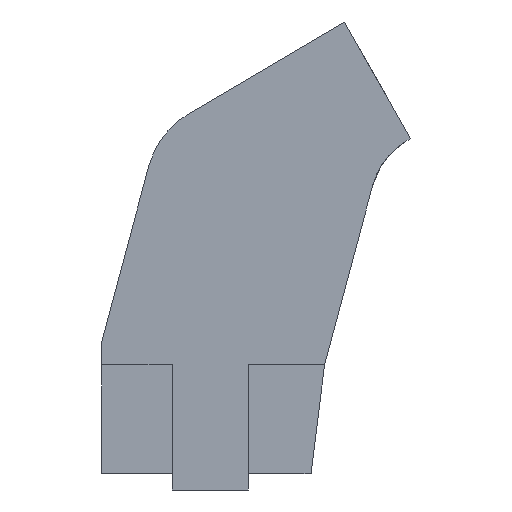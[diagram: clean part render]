
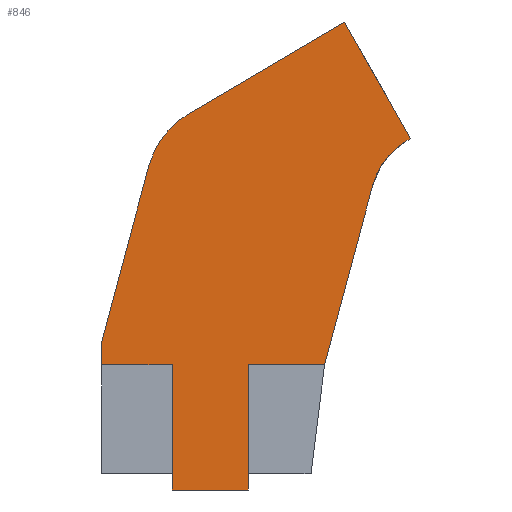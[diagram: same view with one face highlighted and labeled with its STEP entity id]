
A CAD part, left-side view. The second image highlights one B-rep face of the part: STEP entity #846.
In plain terms, the highlighted planar face has unit normal (-1, 0, 0).
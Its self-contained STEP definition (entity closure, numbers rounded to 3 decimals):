
#31=CIRCLE('',#907,2.75);
#32=CIRCLE('',#908,3.25);
#48=FACE_OUTER_BOUND('',#94,.T.);
#94=EDGE_LOOP('',(#593,#594,#595,#596,#597,#598,#599,#600,#601,#602,#603,
#604,#605));
#166=LINE('',#1247,#275);
#167=LINE('',#1249,#276);
#168=LINE('',#1251,#277);
#169=LINE('',#1253,#278);
#170=LINE('',#1255,#279);
#171=LINE('',#1259,#280);
#172=LINE('',#1261,#281);
#173=LINE('',#1263,#282);
#174=LINE('',#1267,#283);
#175=LINE('',#1269,#284);
#176=LINE('',#1270,#285);
#275=VECTOR('',#1006,10.);
#276=VECTOR('',#1007,10.);
#277=VECTOR('',#1008,10.);
#278=VECTOR('',#1009,10.);
#279=VECTOR('',#1010,10.);
#280=VECTOR('',#1013,10.);
#281=VECTOR('',#1014,10.);
#282=VECTOR('',#1015,10.);
#283=VECTOR('',#1018,10.);
#284=VECTOR('',#1019,10.);
#285=VECTOR('',#1020,10.);
#378=VERTEX_POINT('',#1245);
#379=VERTEX_POINT('',#1246);
#380=VERTEX_POINT('',#1248);
#381=VERTEX_POINT('',#1250);
#382=VERTEX_POINT('',#1252);
#383=VERTEX_POINT('',#1254);
#384=VERTEX_POINT('',#1256);
#385=VERTEX_POINT('',#1258);
#386=VERTEX_POINT('',#1260);
#387=VERTEX_POINT('',#1262);
#388=VERTEX_POINT('',#1264);
#389=VERTEX_POINT('',#1266);
#390=VERTEX_POINT('',#1268);
#463=EDGE_CURVE('',#378,#379,#166,.T.);
#464=EDGE_CURVE('',#380,#378,#167,.T.);
#465=EDGE_CURVE('',#381,#380,#168,.T.);
#466=EDGE_CURVE('',#382,#381,#169,.T.);
#467=EDGE_CURVE('',#382,#383,#170,.T.);
#468=EDGE_CURVE('',#383,#384,#31,.T.);
#469=EDGE_CURVE('',#385,#384,#171,.T.);
#470=EDGE_CURVE('',#386,#385,#172,.T.);
#471=EDGE_CURVE('',#386,#387,#173,.T.);
#472=EDGE_CURVE('',#388,#387,#32,.T.);
#473=EDGE_CURVE('',#389,#388,#174,.T.);
#474=EDGE_CURVE('',#390,#389,#175,.T.);
#475=EDGE_CURVE('',#379,#390,#176,.T.);
#593=ORIENTED_EDGE('',*,*,#463,.F.);
#594=ORIENTED_EDGE('',*,*,#464,.F.);
#595=ORIENTED_EDGE('',*,*,#465,.F.);
#596=ORIENTED_EDGE('',*,*,#466,.F.);
#597=ORIENTED_EDGE('',*,*,#467,.T.);
#598=ORIENTED_EDGE('',*,*,#468,.T.);
#599=ORIENTED_EDGE('',*,*,#469,.F.);
#600=ORIENTED_EDGE('',*,*,#470,.F.);
#601=ORIENTED_EDGE('',*,*,#471,.T.);
#602=ORIENTED_EDGE('',*,*,#472,.F.);
#603=ORIENTED_EDGE('',*,*,#473,.F.);
#604=ORIENTED_EDGE('',*,*,#474,.F.);
#605=ORIENTED_EDGE('',*,*,#475,.F.);
#806=PLANE('',#906);
#846=ADVANCED_FACE('',(#48),#806,.F.);
#906=AXIS2_PLACEMENT_3D('',#1244,#1004,#1005);
#907=AXIS2_PLACEMENT_3D('',#1257,#1011,#1012);
#908=AXIS2_PLACEMENT_3D('',#1265,#1016,#1017);
#1004=DIRECTION('center_axis',(1.,0.,0.));
#1005=DIRECTION('ref_axis',(0.,1.,0.));
#1006=DIRECTION('',(0.,0.,1.));
#1007=DIRECTION('',(0.,1.,0.));
#1008=DIRECTION('',(0.,0.,-1.));
#1009=DIRECTION('',(0.,1.,0.));
#1010=DIRECTION('',(0.,-0.259,0.966));
#1011=DIRECTION('center_axis',(1.,0.,0.));
#1012=DIRECTION('ref_axis',(0.,0.966,0.259));
#1013=DIRECTION('',(0.,0.862,-0.508));
#1014=DIRECTION('',(0.,-0.492,-0.87));
#1015=DIRECTION('',(0.,0.862,-0.508));
#1016=DIRECTION('center_axis',(1.,0.,0.));
#1017=DIRECTION('ref_axis',(0.,0.966,0.259));
#1018=DIRECTION('',(0.,-0.259,0.966));
#1019=DIRECTION('',(0.,0.,1.));
#1020=DIRECTION('',(0.,1.,0.));
#1244=CARTESIAN_POINT('Origin',(0.,-0.278,10.9));
#1245=CARTESIAN_POINT('',(0.,2.8,0.));
#1246=CARTESIAN_POINT('',(0.,2.8,4.6));
#1247=CARTESIAN_POINT('',(0.,2.8,0.));
#1248=CARTESIAN_POINT('',(0.,0.,0.));
#1249=CARTESIAN_POINT('',(0.,0.,0.));
#1250=CARTESIAN_POINT('',(0.,0.,4.6));
#1251=CARTESIAN_POINT('',(0.,0.,4.6));
#1252=CARTESIAN_POINT('',(0.,-2.8,4.6));
#1253=CARTESIAN_POINT('',(0.,-2.8,4.6));
#1254=CARTESIAN_POINT('',(0.,-4.562,11.177));
#1255=CARTESIAN_POINT('',(0.,-2.8,4.6));
#1256=CARTESIAN_POINT('',(0.,-5.823,12.835));
#1257=CARTESIAN_POINT('Origin',(0.,-7.219,10.466));
#1258=CARTESIAN_POINT('',(0.,-5.956,12.913));
#1259=CARTESIAN_POINT('',(0.,-5.956,12.913));
#1260=CARTESIAN_POINT('',(0.,-3.531,17.2));
#1261=CARTESIAN_POINT('',(0.,-3.531,17.2));
#1262=CARTESIAN_POINT('',(0.,2.18,13.836));
#1263=CARTESIAN_POINT('',(0.,-3.531,17.2));
#1264=CARTESIAN_POINT('',(0.,3.67,11.877));
#1265=CARTESIAN_POINT('Origin',(0.,0.531,11.036));
#1266=CARTESIAN_POINT('',(0.,5.4,5.421));
#1267=CARTESIAN_POINT('',(0.,5.4,5.421));
#1268=CARTESIAN_POINT('',(0.,5.4,4.6));
#1269=CARTESIAN_POINT('',(0.,5.4,4.6));
#1270=CARTESIAN_POINT('',(0.,-2.8,4.6));
